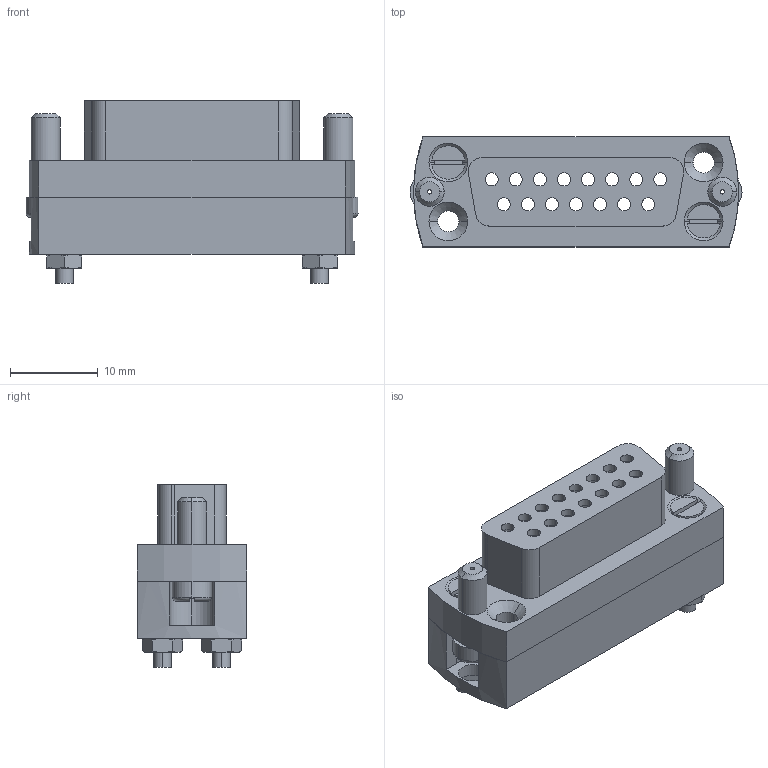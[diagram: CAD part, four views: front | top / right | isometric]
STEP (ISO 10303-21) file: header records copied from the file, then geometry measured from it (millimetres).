
FILE_DESCRIPTION (( 'STEP AP214' ), '1' );
FILE_NAME ('211-FS15-PK.STEP', '2014-03-26T12:31:17', ( '' ), ( '' ), 'SwSTEP 2.0', 'SolidWorks 2013', '' );
FILE_SCHEMA (( 'AUTOMOTIVE_DESIGN' ));
Length unit declared in the file: millimetre
Products named in the file (6): Hexagon Nut ISO 4032 - M2 - D - N_Hexagon Nut ISO 4032 - M2 - D - N; ISO 2009 - M2 x 14 --- 14C_ISO 2009 - M2 x 14 --- 14C; 903-SCREW-4-40-3_8-B; 9211-FSX-PK-BP_9211-FS15-PK-BP; 9211-FSX-PK-FP_9211-FS15-PK-FP; 211-FS15-PK
Assembly tree (8 placements, depth 2):
  211-FS15-PK
    9211-FSX-PK-FP_9211-FS15-PK-FP
    9211-FSX-PK-BP_9211-FS15-PK-BP
    903-SCREW-4-40-3_8-B  x2
    ISO 2009 - M2 x 14 --- 14C_ISO 2009 - M2 x 14 --- 14C  x2
    Hexagon Nut ISO 4032 - M2 - D - N_Hexagon Nut ISO 4032 - M2 - D - N  x2
Bounding box: 37.78 x 12.5 x 20.8 mm (x, y, z)
Volume: 5124.9 mm3; surface area: 5758.4 mm2
Topology: 8 solids, 8 shells, 378 faces, 882 edges, 538 vertices
Faces by surface type: cylinder 186, cone 108, plane 76, torus 8
Entity records: 9748 total; most frequent: DIRECTION 1798, CARTESIAN_POINT 1678, ORIENTED_EDGE 1504, EDGE_CURVE 752, AXIS2_PLACEMENT_3D 748, VERTEX_POINT 460, EDGE_LOOP 424, CIRCLE 418
